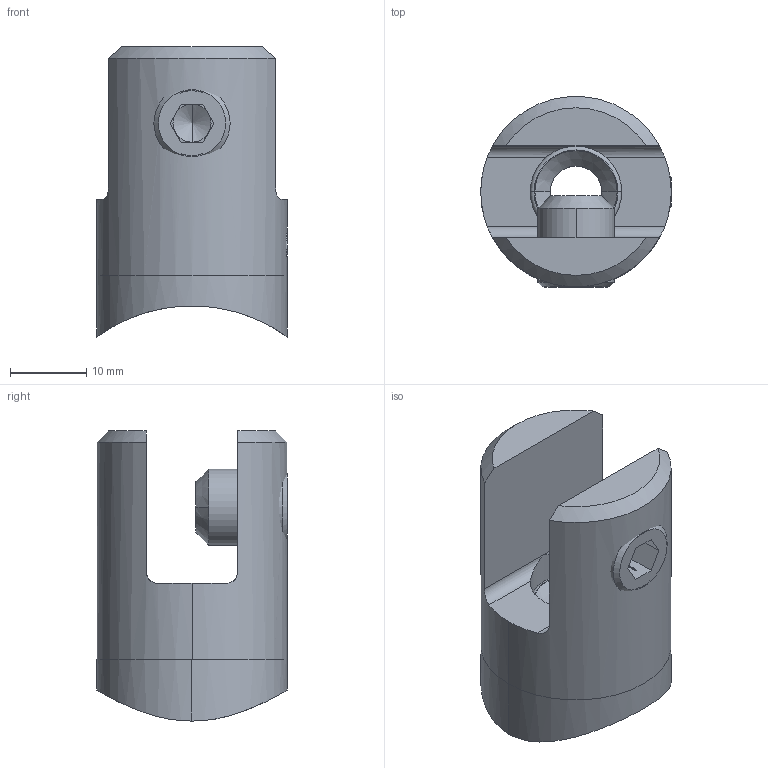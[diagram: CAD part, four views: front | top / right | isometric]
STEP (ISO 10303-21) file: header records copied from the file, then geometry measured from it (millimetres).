
FILE_DESCRIPTION (( 'STEP AP203' ), '1' );
FILE_NAME ('55342-240.step', '2020-10-07T13:19:44', ( '' ), ( '' ), 'SwSTEP 2.0', 'SolidWorks 2018', '' );
FILE_SCHEMA (( 'CONFIG_CONTROL_DESIGN' ));
Length unit declared in the file: millimetre
Products named in the file (10): DIN914_DIN 914 M5x6; DIN913_DIN 913 M10x12; 55342-240; 5534X-240 Teil2; 5534X-240 Teil1_5534X-240 Teil1; DIN913; 5534X-240 Teil2_55342-240 Teil1; DIN914; 5534X-240 Teil1
Assembly tree (6 placements, depth 2):
  55342-240
    5534X-240 Teil1_5534X-240 Teil1
    5534X-240 Teil2_55342-240 Teil1
    DIN913_DIN 913 M10x12
    DIN914_DIN 914 M5x6
  5534X-240 Teil2
  55342-240
    DIN914
    DIN913
  5534X-240 Teil1
Bounding box: 25 x 25 x 38.08 mm (x, y, z)
Volume: 10086.6 mm3; surface area: 6704 mm2
Topology: 4 solids, 4 shells, 583 faces, 1551 edges, 1025 vertices
Faces by surface type: plane 315, bspline 218, cylinder 28, cone 20, torus 2
Entity records: 32629 total; most frequent: CARTESIAN_POINT 18651, ORIENTED_EDGE 3094, DIRECTION 1907, EDGE_CURVE 1547, VERTEX_POINT 1021, VECTOR 1017, LINE 1017, EDGE_LOOP 640
